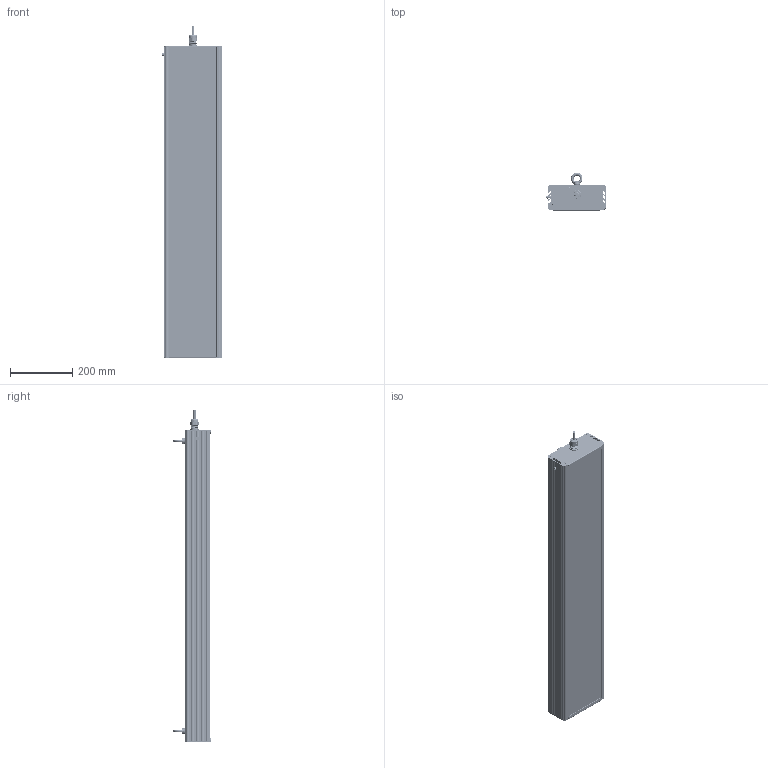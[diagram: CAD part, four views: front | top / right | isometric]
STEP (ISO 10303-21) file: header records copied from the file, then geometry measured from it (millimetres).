
FILE_DESCRIPTION(('STEP AP214'), '1');
FILE_NAME('001.0096.40.000 - ÃÑÏ-Ýêñòðà-Îïòèê-2Åõ-200', '', ('UNSPECIFIED'), ('UNSPECIFIED'), 'C3D Converter', 'C3D Toolkit', '');
FILE_SCHEMA(('AUTOMOTIVE_DESIGN { 1 0 10303 214 3 1 1}'));
Length unit declared in the file: millimetre
Products named in the file (29): 001.0096.40.000; 001.0065.02.000
Assembly tree (70 placements, depth 4):
  001.0096.40.000
    (unnamed)
      (unnamed)
      (unnamed)
      (unnamed)
      (unnamed)
      (unnamed)
      (unnamed)
      (unnamed)
      (unnamed)  x6
      (unnamed)  x6
      (unnamed)
      (unnamed)
      (unnamed)  x20
        (unnamed)
        (unnamed)
        (unnamed)
        (unnamed)
        (unnamed)
        (unnamed)
        (unnamed)
        (unnamed)
        (unnamed)
        (unnamed)
      (unnamed)
        (unnamed)
    001.0065.02.000  x2
      (unnamed)
      (unnamed)
Bounding box: 192.43 x 121.61 x 1064 mm (x, y, z)
Volume: 3282851 mm3; surface area: 2418290.1 mm2
Topology: 687 solids, 687 shells, 8677 faces, 19015 edges, 12656 vertices
Faces by surface type: plane 6370, cylinder 1860, bspline 331, cone 91, sphere 20, torus 5
Full cylindrical faces by diameter (mm): 1 x20, 2 x40, 2.5 x80, 2.8 x500, 3.2 x20, 3.5 x120, 4 x13, 5 x2, 6 x3, 7 x2, 8 x12, 9 x260, 10 x1, 12.5 x1, 13 x1, 16 x1, 17 x1, 18 x1, 18.5 x1, 19 x1, 20 x1, 21.5 x1, 22 x2, 25.5 x1
Entity records: 82450 total; most frequent: CARTESIAN_POINT 44011, DIRECTION 6684, ORIENTED_EDGE 5678, EDGE_CURVE 2839, AXIS2_PLACEMENT_3D 2388, VERTEX_POINT 1971, LINE 1908, VECTOR 1908
